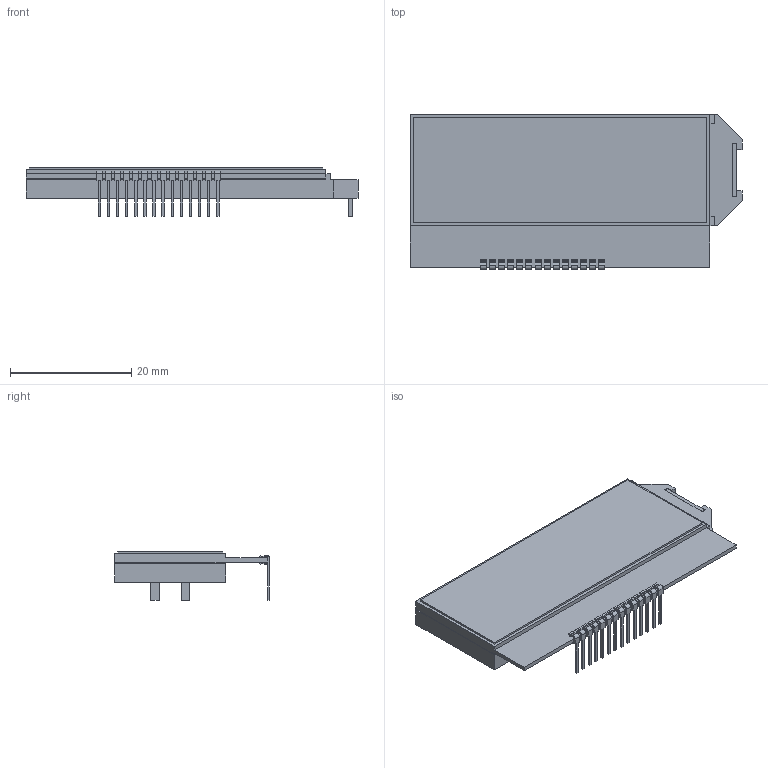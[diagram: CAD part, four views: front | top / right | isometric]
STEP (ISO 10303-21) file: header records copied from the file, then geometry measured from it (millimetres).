
FILE_DESCRIPTION (( 'STEP AP214' ), '1' );
FILE_NAME ('NHD-C0216AZ-FSW-GBW.STEP', '2017-10-24T16:36:40', ( '' ), ( '' ), 'SwSTEP 2.0', 'SolidWorks 2017', '' );
FILE_SCHEMA (( 'AUTOMOTIVE_DESIGN' ));
Length unit declared in the file: millimetre
Products named in the file (1): NHD-C0216AZ-FSW-GBW
Bounding box: 54.7 x 25.5 x 8 mm (x, y, z)
Volume: 4856.1 mm3; surface area: 7177.6 mm2
Topology: 19 solids, 19 shells, 494 faces, 1312 edges, 854 vertices
Faces by surface type: plane 354, cylinder 140
Entity records: 15750 total; most frequent: CARTESIAN_POINT 3795, ORIENTED_EDGE 2624, DIRECTION 2064, EDGE_CURVE 1312, LINE 1018, VECTOR 1018, VERTEX_POINT 854, AXIS2_PLACEMENT_3D 523
